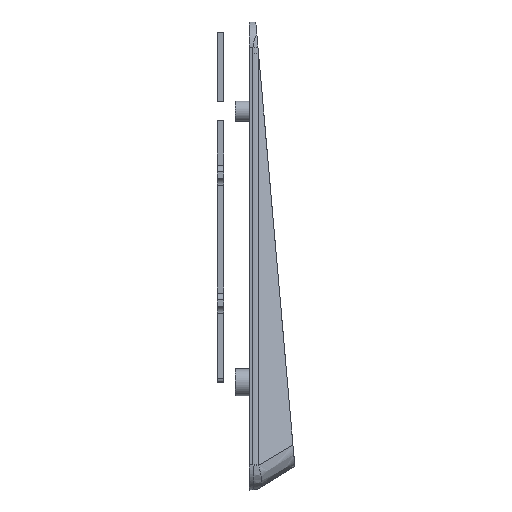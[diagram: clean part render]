
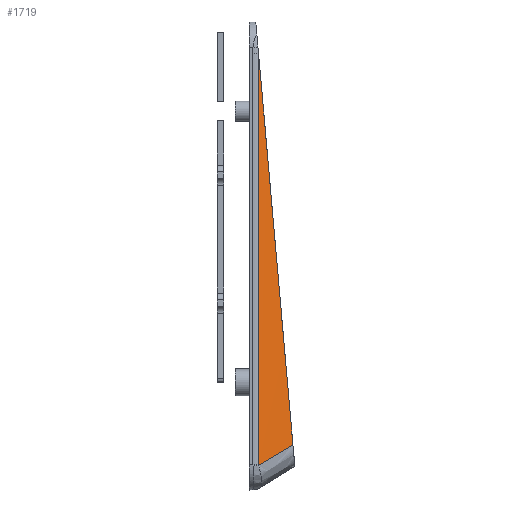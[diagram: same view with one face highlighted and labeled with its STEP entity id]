
A CAD part, left-side view. The second image highlights one B-rep face of the part: STEP entity #1719.
In plain terms, the highlighted cylindrical face has radius 200 mm (diameter 400 mm), a partial arc.
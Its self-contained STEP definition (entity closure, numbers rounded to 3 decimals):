
#24=ELLIPSE('',#1828,2283.973,200.);
#43=B_SPLINE_CURVE_WITH_KNOTS('',3,(#3077,#3078,#3079,#3080),
 .UNSPECIFIED.,.F.,.F.,(4,4),(5.053,6.302),
 .UNSPECIFIED.);
#45=B_SPLINE_CURVE_WITH_KNOTS('',3,(#3102,#3103,#3104,#3105),
 .UNSPECIFIED.,.F.,.F.,(4,4),(3.659,3.678),
 .UNSPECIFIED.);
#151=CYLINDRICAL_SURFACE('',#1870,200.);
#218=FACE_OUTER_BOUND('',#336,.T.);
#336=EDGE_LOOP('',(#1349,#1350,#1351,#1352));
#447=LINE('',#3113,#586);
#586=VECTOR('',#2153,10.);
#774=VERTEX_POINT('',#2586);
#784=VERTEX_POINT('',#2642);
#822=VERTEX_POINT('',#3039);
#826=VERTEX_POINT('',#3101);
#954=EDGE_CURVE('',#784,#774,#24,.T.);
#1015=EDGE_CURVE('',#774,#822,#43,.T.);
#1017=EDGE_CURVE('',#822,#826,#45,.T.);
#1020=EDGE_CURVE('',#826,#784,#447,.T.);
#1349=ORIENTED_EDGE('',*,*,#1015,.F.);
#1350=ORIENTED_EDGE('',*,*,#954,.F.);
#1351=ORIENTED_EDGE('',*,*,#1020,.F.);
#1352=ORIENTED_EDGE('',*,*,#1017,.F.);
#1719=ADVANCED_FACE('',(#218),#151,.T.);
#1828=AXIS2_PLACEMENT_3D('',#2644,#2036,#2037);
#1870=AXIS2_PLACEMENT_3D('',#3112,#2151,#2152);
#2036=DIRECTION('center_axis',(0.,-0.996,0.088));
#2037=DIRECTION('ref_axis',(0.,-0.088,-0.996));
#2151=DIRECTION('center_axis',(0.,0.,-1.));
#2152=DIRECTION('ref_axis',(-0.912,-0.409,0.));
#2153=DIRECTION('',(0.,0.,1.));
#2586=CARTESIAN_POINT('',(-40.647,-16.019,-56.173));
#2642=CARTESIAN_POINT('',(-45.643,-5.792,60.162));
#2644=CARTESIAN_POINT('Origin',(136.488,76.842,1000.205));
#3039=CARTESIAN_POINT('',(-45.637,-5.805,-62.195));
#3077=CARTESIAN_POINT('Ctrl Pts',(-40.647,-16.019,-56.173));
#3078=CARTESIAN_POINT('Ctrl Pts',(-42.385,-12.704,-58.262));
#3079=CARTESIAN_POINT('Ctrl Pts',(-44.052,-9.298,-60.272));
#3080=CARTESIAN_POINT('Ctrl Pts',(-45.637,-5.805,-62.195));
#3101=CARTESIAN_POINT('',(-45.643,-5.792,-62.));
#3102=CARTESIAN_POINT('Ctrl Pts',(-45.637,-5.805,-62.195));
#3103=CARTESIAN_POINT('Ctrl Pts',(-45.641,-5.796,-62.13));
#3104=CARTESIAN_POINT('Ctrl Pts',(-45.643,-5.792,-62.065));
#3105=CARTESIAN_POINT('Ctrl Pts',(-45.643,-5.792,-62.));
#3112=CARTESIAN_POINT('Origin',(136.488,76.842,69.5));
#3113=CARTESIAN_POINT('',(-45.643,-5.792,69.5));
